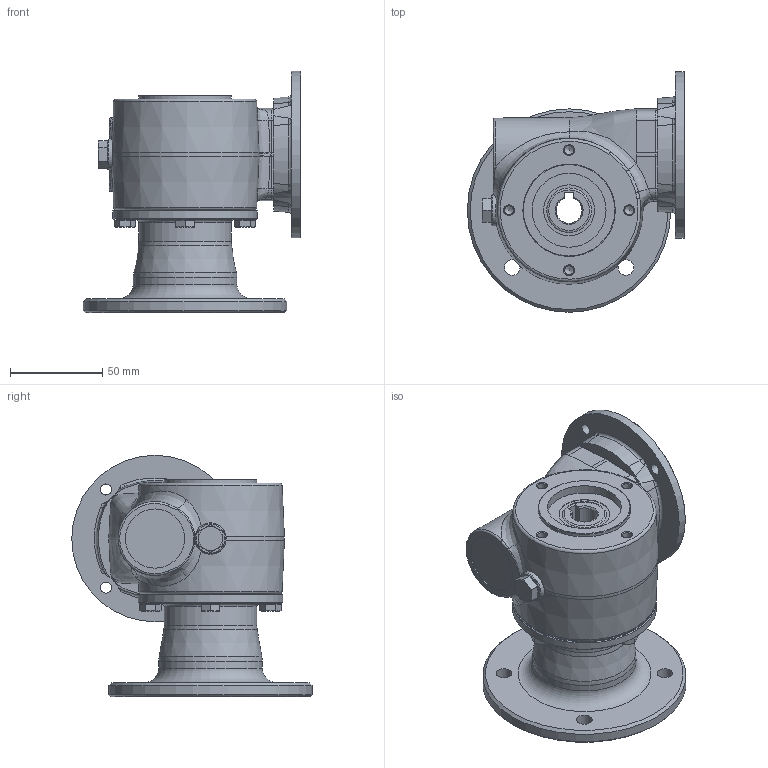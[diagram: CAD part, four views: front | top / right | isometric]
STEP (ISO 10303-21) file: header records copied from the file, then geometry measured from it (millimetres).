
FILE_DESCRIPTION( ( 'Unknown' ), '1' );
FILE_NAME( '6C718945FAA9FB5F23A9BFBB7AF57EC.3d.stp', 'Unknown', ( 'Unknown' ), ( 'Unknown' ), 'PSStep 10.1', 'Unknown', ' ' );
FILE_SCHEMA( ( 'AUTOMOTIVE_DESIGN { 1 0 10303 214 1 1 1 1 }' ) );
Length unit declared in the file: millimetre
Products named in the file (1): N308800
Bounding box: 117.5 x 130 x 130.5 mm (x, y, z)
Volume: 496640.4 mm3; surface area: 88202.7 mm2
Topology: 1 solids, 18 shells, 434 faces, 1011 edges, 642 vertices
Faces by surface type: plane 144, cone 105, cylinder 103, bspline 44, torus 38
Full cylindrical faces by diameter (mm): 4.917 x12, 6 x12, 6.5 x4, 7 x4, 8.5 x4, 8.9 x4, 10 x4, 11 x4, 16.662 x1, 17 x1, 20 x1, 27.5 x2, 30 x1, 32 x1, 40 x2, 45.5 x1, 47 x1, 50 x4, 56 x1, 60 x1, 78 x1, 90 x1, 110 x1
Entity records: 19561 total; most frequent: CARTESIAN_POINT 7535, DIRECTION 1718, ORIENTED_EDGE 1560, EDGE_CURVE 780, AXIS2_PLACEMENT_3D 757, EDGE_LOOP 647, VERTEX_POINT 571, FACE_OUTER_BOUND 527
